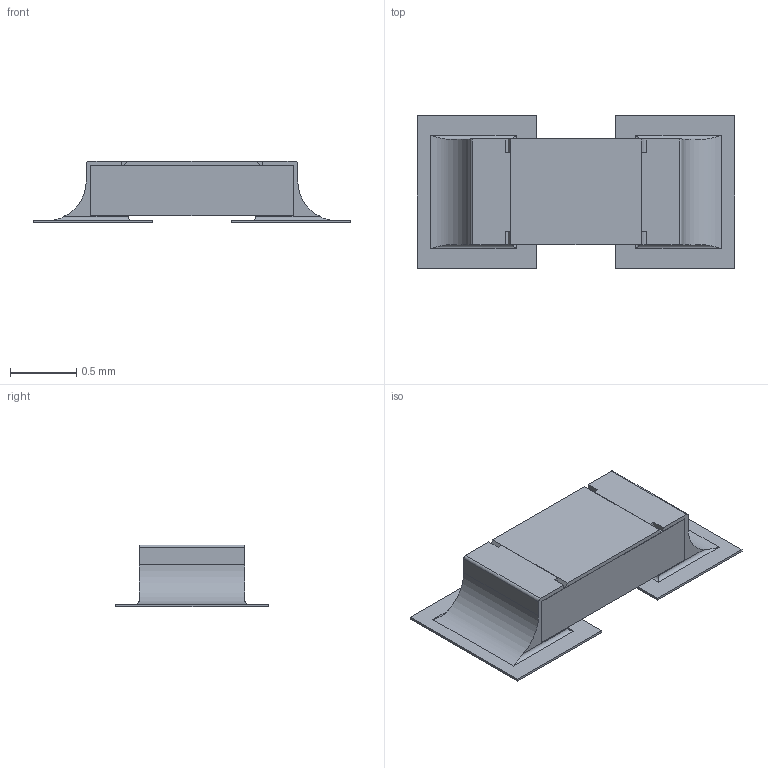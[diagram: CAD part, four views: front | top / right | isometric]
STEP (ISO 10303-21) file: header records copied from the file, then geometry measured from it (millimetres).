
FILE_DESCRIPTION(('FreeCAD Model'),'2;1');
FILE_NAME('Open CASCADE Shape Model','2021-08-22T13:39:28',('Author'),( ''),'Open CASCADE STEP processor 7.5','FreeCAD','Unknown');
FILE_SCHEMA(('AUTOMOTIVE_DESIGN { 1 0 10303 214 1 1 1 1 }'));
Length unit declared in the file: millimetre
Products named in the file (5): Resistor_0603_Solder; Pin1Body; Pin2Body; CeramicBody; CoatingBody
Assembly tree (4 placements, depth 2):
  Resistor_0603_Solder
    Pin1Body
    Pin2Body
    CeramicBody
    CoatingBody
Bounding box: 2.4 x 1.15 x 0.47 mm (x, y, z)
Volume: 0.6 mm3; surface area: 12.5 mm2
Topology: 4 solids, 4 shells, 61 faces, 149 edges, 98 vertices
Faces by surface type: plane 51, cylinder 10
Entity records: 4016 total; most frequent: CARTESIAN_POINT 859, DIRECTION 567, LINE 407, VECTOR 407, ORIENTED_EDGE 298, PCURVE 298, DEFINITIONAL_REPRESENTATION 298, EDGE_CURVE 149
